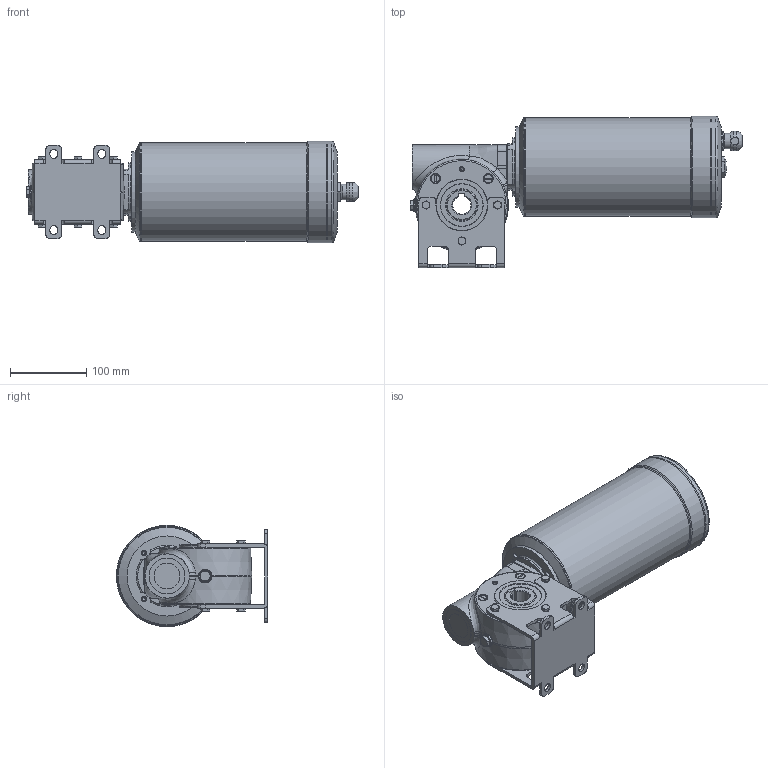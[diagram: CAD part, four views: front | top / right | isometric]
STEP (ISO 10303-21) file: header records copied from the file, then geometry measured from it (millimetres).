
FILE_DESCRIPTION( ( 'Unknown' ), '1' );
FILE_NAME( '2F78D31FD830FC508B59BC74A64B159C.3d.stp', 'Unknown', ( 'Unknown' ), ( 'Unknown' ), 'PSStep 10.1', 'Unknown', ' ' );
FILE_SCHEMA( ( 'AUTOMOTIVE_DESIGN { 1 0 10303 214 1 1 1 1 }' ) );
Length unit declared in the file: millimetre
Products named in the file (1): N508800
Bounding box: 435.5 x 198.5 x 133 mm (x, y, z)
Volume: 4667193.1 mm3; surface area: 257587.3 mm2
Topology: 1 solids, 26 shells, 675 faces, 1631 edges, 1044 vertices
Faces by surface type: plane 289, cylinder 187, cone 126, torus 41, bspline 31, sphere 1
Full cylindrical faces by diameter (mm): 4.134 x1, 4.917 x30, 6 x10, 6.5 x10, 7 x5, 8.9 x6, 10 x4, 11 x4, 13.4 x1, 14 x1, 16.662 x1, 17 x1, 18 x1, 20 x1, 30 x1, 34 x1, 40 x1, 42.5 x2, 47 x1, 52 x1, 55 x1, 70 x2, 105 x1, 128.98 x1, 129 x2, 132.98 x2, 133 x3
Entity records: 27105 total; most frequent: CARTESIAN_POINT 7544, DIRECTION 2931, ORIENTED_EDGE 2654, EDGE_CURVE 1327, AXIS2_PLACEMENT_3D 1220, VERTEX_POINT 948, EDGE_LOOP 942, FACE_OUTER_BOUND 798
